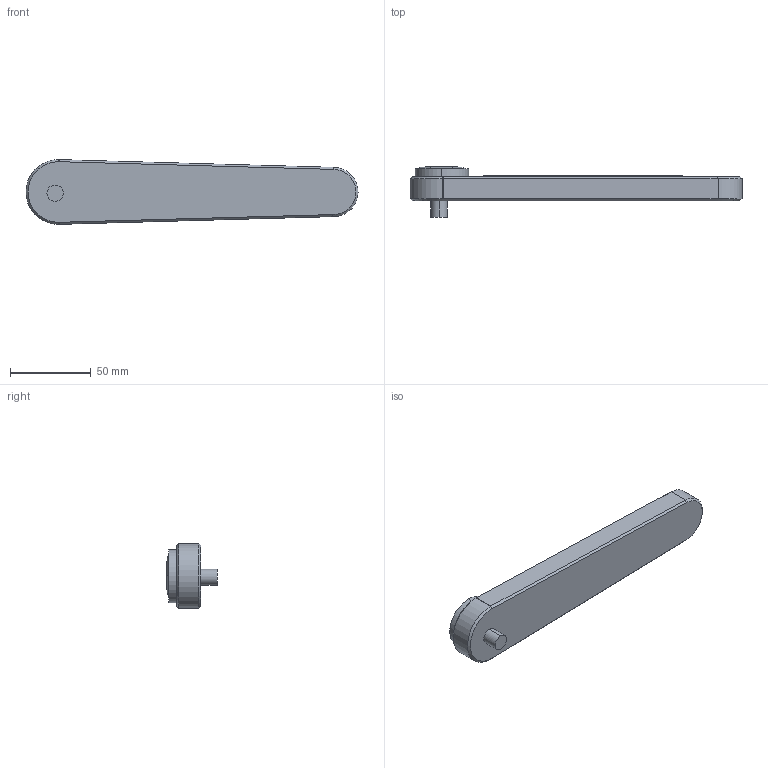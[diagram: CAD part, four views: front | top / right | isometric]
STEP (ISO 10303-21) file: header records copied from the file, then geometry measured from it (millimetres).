
FILE_DESCRIPTION (( 'STEP AP203' ), '1' );
FILE_NAME ('arm_1_Default_sldprt.STEP', '2023-12-04T15:31:19', ( '' ), ( '' ), 'SwSTEP 2.0', 'SolidWorks 2022', '' );
FILE_SCHEMA (( 'CONFIG_CONTROL_DESIGN' ));
Length unit declared in the file: inch
Products named in the file (1): arm_1_Default_sldprt
Bounding box: 205.25 x 31.02 x 40 mm (x, y, z)
Volume: 109145.7 mm3; surface area: 21473.1 mm2
Topology: 1 solids, 1 shells, 48 faces, 107 edges, 67 vertices
Faces by surface type: plane 22, cylinder 17, cone 9
Entity records: 1399 total; most frequent: CARTESIAN_POINT 247, DIRECTION 228, ORIENTED_EDGE 214, EDGE_CURVE 107, AXIS2_PLACEMENT_3D 80, LINE 68, VECTOR 68, VERTEX_POINT 67
